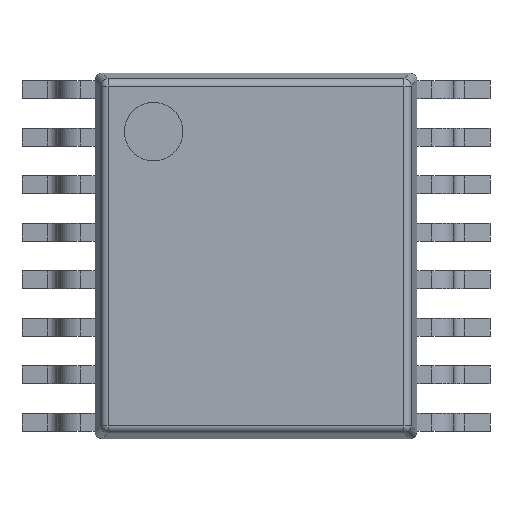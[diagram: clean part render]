
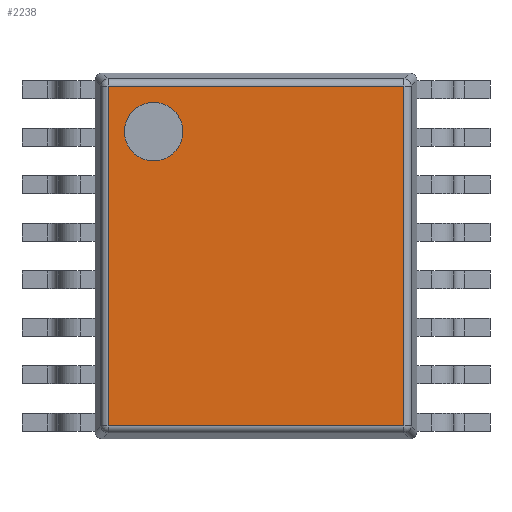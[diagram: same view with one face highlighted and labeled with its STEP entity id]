
A CAD part, top view. The second image highlights one B-rep face of the part: STEP entity #2238.
In plain terms, the highlighted face is planar.
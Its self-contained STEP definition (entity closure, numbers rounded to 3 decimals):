
#827=CARTESIAN_POINT('',(-1.4,0.45,-1.7));
#828=DIRECTION('',(0.,-1.,0.));
#829=DIRECTION('',(1.,0.,0.));
#830=AXIS2_PLACEMENT_3D('',#827,#828,#829);
#835=CARTESIAN_POINT('',(-1.4,0.45,-1.7));
#836=DIRECTION('',(0.,-1.,0.));
#837=DIRECTION('',(-1.,0.,0.));
#838=AXIS2_PLACEMENT_3D('',#835,#836,#837);
#843=DIRECTION('',(0.,0.,1.));
#844=VECTOR('',#843,4.647);
#845=CARTESIAN_POINT('',(-2.023,0.45,-2.323));
#846=LINE('',#845,#844);
#850=DIRECTION('',(-1.,0.,0.));
#851=VECTOR('',#850,4.047);
#852=CARTESIAN_POINT('',(2.023,0.45,-2.323));
#853=LINE('',#852,#851);
#857=DIRECTION('',(0.,0.,-1.));
#858=VECTOR('',#857,4.647);
#859=CARTESIAN_POINT('',(2.023,0.45,2.323));
#860=LINE('',#859,#858);
#864=DIRECTION('',(1.,0.,0.));
#865=VECTOR('',#864,4.047);
#866=CARTESIAN_POINT('',(-2.023,0.45,2.323));
#867=LINE('',#866,#865);
#1432=CARTESIAN_POINT('',(-1.,0.45,-1.7));
#1433=CARTESIAN_POINT('',(-1.8,0.45,-1.7));
#1434=VERTEX_POINT('',#1432);
#1435=VERTEX_POINT('',#1433);
#1448=CARTESIAN_POINT('',(-2.023,0.45,-2.323));
#1449=CARTESIAN_POINT('',(-2.023,0.45,2.323));
#1450=VERTEX_POINT('',#1448);
#1451=VERTEX_POINT('',#1449);
#1456=CARTESIAN_POINT('',(2.023,0.45,2.323));
#1457=CARTESIAN_POINT('',(2.023,0.45,-2.323));
#1458=VERTEX_POINT('',#1456);
#1459=VERTEX_POINT('',#1457);
#2221=CARTESIAN_POINT('',(0.,0.45,0.));
#2222=DIRECTION('',(0.,1.,0.));
#2223=DIRECTION('',(1.,0.,0.));
#2224=AXIS2_PLACEMENT_3D('',#2221,#2222,#2223);
#2225=PLANE('',#2224);
#2226=ORIENTED_EDGE('',*,*,#2145,.F.);
#2227=ORIENTED_EDGE('',*,*,#2212,.F.);
#2228=ORIENTED_EDGE('',*,*,#2054,.F.);
#2229=ORIENTED_EDGE('',*,*,#2083,.F.);
#2230=EDGE_LOOP('',(#2226,#2227,#2228,#2229));
#2231=FACE_OUTER_BOUND('',#2230,.F.);
#2233=ORIENTED_EDGE('',*,*,#2232,.F.);
#2235=ORIENTED_EDGE('',*,*,#2234,.F.);
#2236=EDGE_LOOP('',(#2233,#2235));
#2237=FACE_BOUND('',#2236,.F.);
#831=CIRCLE('',#830,0.4);
#839=CIRCLE('',#838,0.4);
#2054=EDGE_CURVE('',#1458,#1459,#860,.T.);
#2083=EDGE_CURVE('',#1451,#1458,#867,.T.);
#2145=EDGE_CURVE('',#1450,#1451,#846,.T.);
#2212=EDGE_CURVE('',#1459,#1450,#853,.T.);
#2232=EDGE_CURVE('',#1434,#1435,#831,.T.);
#2234=EDGE_CURVE('',#1435,#1434,#839,.T.);
#2238=ADVANCED_FACE('',(#2231,#2237),#2225,.T.);
